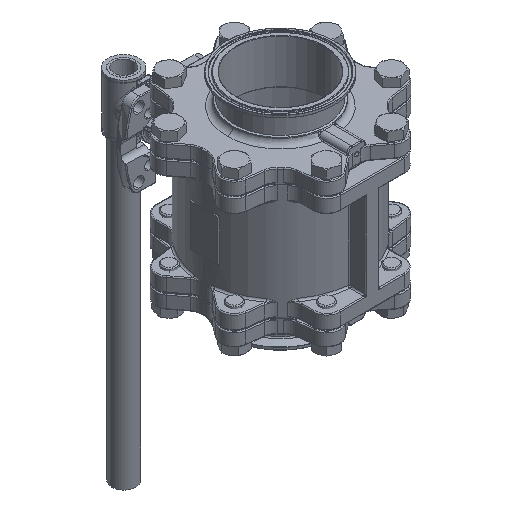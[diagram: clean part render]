
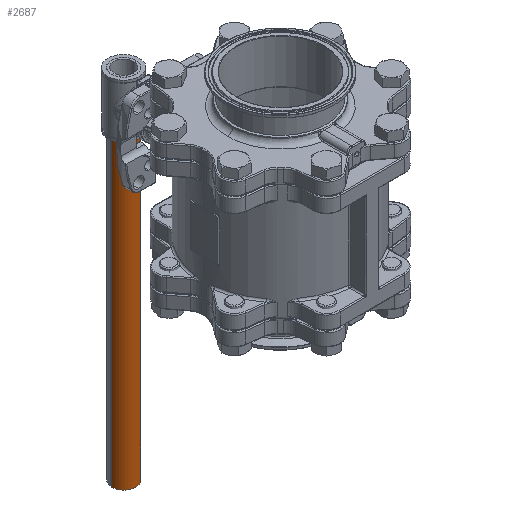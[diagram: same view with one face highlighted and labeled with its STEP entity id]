
A CAD part, isometric view. The second image highlights one B-rep face of the part: STEP entity #2687.
In plain terms, the highlighted cylindrical face has radius 13.35 mm (diameter 26.7 mm), a partial arc.
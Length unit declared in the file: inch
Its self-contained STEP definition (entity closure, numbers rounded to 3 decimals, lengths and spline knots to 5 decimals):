
#578 = FACE_OUTER_BOUND ( 'NONE', #63361, .T. ) ;
#2687 = ADVANCED_FACE ( 'NONE', ( #578 ), #65811, .T. ) ;
#3263 = DIRECTION ( 'NONE',  ( 0., 0., 1. ) ) ;
#6256 = VERTEX_POINT ( 'NONE', #52468 ) ;
#8776 = EDGE_CURVE ( 'NONE', #27319, #85971, #63996, .T. ) ;
#9769 = CARTESIAN_POINT ( 'NONE',  ( 0., 6.85236, 1.1811 ) ) ;
#9777 = AXIS2_PLACEMENT_3D ( 'NONE', #10449, #3263, #85962 ) ;
#10247 = ORIENTED_EDGE ( 'NONE', *, *, #77831, .F. ) ;
#10449 = CARTESIAN_POINT ( 'NONE',  ( 0., 6.85236, -14.44882 ) ) ;
#13171 = ORIENTED_EDGE ( 'NONE', *, *, #86241, .T. ) ;
#16615 = DIRECTION ( 'NONE',  ( 0., 0., -1. ) ) ;
#17070 = ORIENTED_EDGE ( 'NONE', *, *, #75436, .T. ) ;
#23486 = DIRECTION ( 'NONE',  ( -1., 0., 0. ) ) ;
#27319 = VERTEX_POINT ( 'NONE', #49688 ) ;
#27638 = VECTOR ( 'NONE', #36755, 39.37008 ) ;
#31358 = DIRECTION ( 'NONE',  ( -1., 0., 0. ) ) ;
#31838 = AXIS2_PLACEMENT_3D ( 'NONE', #72624, #86898, #31358 ) ;
#36755 = DIRECTION ( 'NONE',  ( 0., 0., 1. ) ) ;
#38885 = VERTEX_POINT ( 'NONE', #69231 ) ;
#40353 = AXIS2_PLACEMENT_3D ( 'NONE', #9769, #16615, #23486 ) ;
#43802 = CIRCLE ( 'NONE', #40353, 0.52559 ) ;
#49688 = CARTESIAN_POINT ( 'NONE',  ( -0.52559, 6.85236, -14.44882 ) ) ;
#50981 = ORIENTED_EDGE ( 'NONE', *, *, #8776, .F. ) ;
#52468 = CARTESIAN_POINT ( 'NONE',  ( 0.52559, 6.85236, -14.44882 ) ) ;
#54124 = CIRCLE ( 'NONE', #31838, 0.52559 ) ;
#63344 = CARTESIAN_POINT ( 'NONE',  ( -0.52559, 6.85236, -14.44882 ) ) ;
#63361 = EDGE_LOOP ( 'NONE', ( #50981, #10247, #17070, #13171 ) ) ;
#63996 = LINE ( 'NONE', #63344, #27638 ) ;
#65811 = CYLINDRICAL_SURFACE ( 'NONE', #9777, 0.52559 ) ;
#69231 = CARTESIAN_POINT ( 'NONE',  ( 0.52559, 6.85236, 1.1811 ) ) ;
#72624 = CARTESIAN_POINT ( 'NONE',  ( 0., 6.85236, -14.44882 ) ) ;
#75436 = EDGE_CURVE ( 'NONE', #6256, #38885, #82759, .T. ) ;
#77446 = DIRECTION ( 'NONE',  ( 0., 0., 1. ) ) ;
#77831 = EDGE_CURVE ( 'NONE', #6256, #27319, #54124, .T. ) ;
#79521 = CARTESIAN_POINT ( 'NONE',  ( -0.52559, 6.85236, 1.1811 ) ) ;
#79601 = VECTOR ( 'NONE', #77446, 39.37008 ) ;
#82759 = LINE ( 'NONE', #84000, #79601 ) ;
#84000 = CARTESIAN_POINT ( 'NONE',  ( 0.52559, 6.85236, -14.44882 ) ) ;
#85962 = DIRECTION ( 'NONE',  ( 1., 0., 0. ) ) ;
#85971 = VERTEX_POINT ( 'NONE', #79521 ) ;
#86241 = EDGE_CURVE ( 'NONE', #38885, #85971, #43802, .T. ) ;
#86898 = DIRECTION ( 'NONE',  ( 0., 0., -1. ) ) ;
